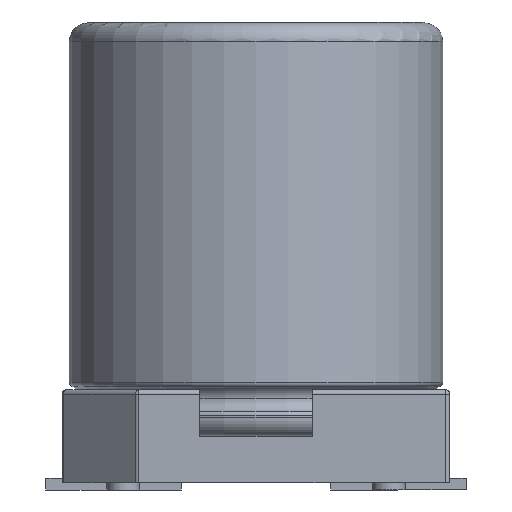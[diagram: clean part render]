
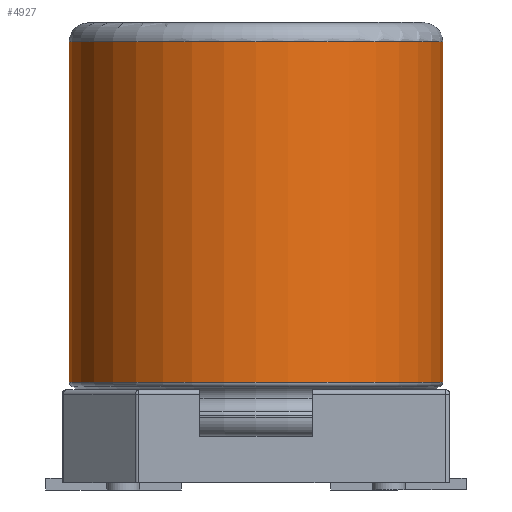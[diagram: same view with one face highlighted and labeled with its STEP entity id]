
A CAD part, left-side view. The second image highlights one B-rep face of the part: STEP entity #4927.
In plain terms, the highlighted cylindrical face has radius 4 mm (diameter 8 mm), a partial arc.
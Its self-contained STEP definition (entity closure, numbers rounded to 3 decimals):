
#404 = ORIENTED_EDGE ( 'NONE', *, *, #5027, .T. ) ;
#433 = EDGE_LOOP ( 'NONE', ( #2341, #1169, #404, #1415 ) ) ;
#451 = EDGE_CURVE ( 'NONE', #6445, #3393, #5682, .T. ) ;
#1110 = DIRECTION ( 'NONE',  ( 0., 0., -1. ) ) ;
#1169 = ORIENTED_EDGE ( 'NONE', *, *, #2150, .T. ) ;
#1178 = CARTESIAN_POINT ( 'NONE',  ( 0., 0., -18.963 ) ) ;
#1241 = CARTESIAN_POINT ( 'NONE',  ( 0., -4., 2.155 ) ) ;
#1415 = ORIENTED_EDGE ( 'NONE', *, *, #5892, .F. ) ;
#1890 = DIRECTION ( 'NONE',  ( 0., 0., -1. ) ) ;
#1971 = VECTOR ( 'NONE', #3000, 1000. ) ;
#2122 = DIRECTION ( 'NONE',  ( 0., 1., 0. ) ) ;
#2150 = EDGE_CURVE ( 'NONE', #6445, #4210, #5416, .T. ) ;
#2171 = CARTESIAN_POINT ( 'NONE',  ( 0., 4., 2.155 ) ) ;
#2341 = ORIENTED_EDGE ( 'NONE', *, *, #451, .F. ) ;
#2637 = CARTESIAN_POINT ( 'NONE',  ( 0., 4., -18.963 ) ) ;
#3000 = DIRECTION ( 'NONE',  ( 0., 0., -1. ) ) ;
#3103 = DIRECTION ( 'NONE',  ( 0., 0., -1. ) ) ;
#3393 = VERTEX_POINT ( 'NONE', #1241 ) ;
#3436 = FACE_OUTER_BOUND ( 'NONE', #433, .T. ) ;
#3478 = CARTESIAN_POINT ( 'NONE',  ( 0., 0., 2.155 ) ) ;
#3489 = CARTESIAN_POINT ( 'NONE',  ( 0., 4., 9.454 ) ) ;
#3591 = LINE ( 'NONE', #2637, #4784 ) ;
#4210 = VERTEX_POINT ( 'NONE', #3489 ) ;
#4496 = VERTEX_POINT ( 'NONE', #2171 ) ;
#4784 = VECTOR ( 'NONE', #1110, 1000. ) ;
#4927 = ADVANCED_FACE ( 'NONE', ( #3436 ), #5977, .T. ) ;
#5027 = EDGE_CURVE ( 'NONE', #4210, #4496, #3591, .T. ) ;
#5210 = DIRECTION ( 'NONE',  ( 0., 0., -1. ) ) ;
#5416 = CIRCLE ( 'NONE', #5481, 4. ) ;
#5420 = DIRECTION ( 'NONE',  ( 0., 1., 0. ) ) ;
#5449 = CARTESIAN_POINT ( 'NONE',  ( 0., 0., 9.454 ) ) ;
#5471 = CIRCLE ( 'NONE', #5678, 4. ) ;
#5481 = AXIS2_PLACEMENT_3D ( 'NONE', #5449, #1890, #5420 ) ;
#5549 = CARTESIAN_POINT ( 'NONE',  ( 0., -4., -18.963 ) ) ;
#5678 = AXIS2_PLACEMENT_3D ( 'NONE', #3478, #3103, #6085 ) ;
#5682 = LINE ( 'NONE', #5549, #1971 ) ;
#5892 = EDGE_CURVE ( 'NONE', #3393, #4496, #5471, .T. ) ;
#5977 = CYLINDRICAL_SURFACE ( 'NONE', #6226, 4. ) ;
#6035 = CARTESIAN_POINT ( 'NONE',  ( 0., -4., 9.454 ) ) ;
#6085 = DIRECTION ( 'NONE',  ( 0., 1., 0. ) ) ;
#6226 = AXIS2_PLACEMENT_3D ( 'NONE', #1178, #5210, #2122 ) ;
#6445 = VERTEX_POINT ( 'NONE', #6035 ) ;
